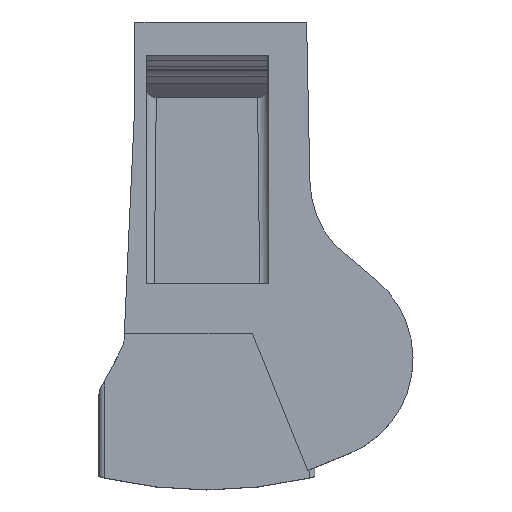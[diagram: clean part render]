
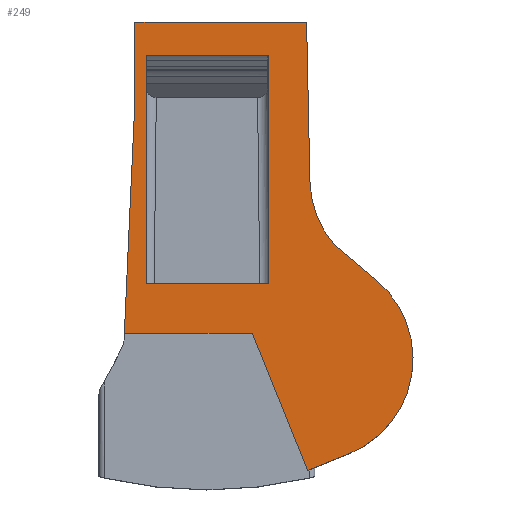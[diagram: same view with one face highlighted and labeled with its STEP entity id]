
A CAD part, top view. The second image highlights one B-rep face of the part: STEP entity #249.
In plain terms, the highlighted planar face has unit normal (0, 0, 1).
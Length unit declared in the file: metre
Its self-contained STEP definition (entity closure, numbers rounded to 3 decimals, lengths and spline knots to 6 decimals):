
#249 = ADVANCED_FACE( '', ( #626, #627 ), #628, .T. );
#626 = FACE_OUTER_BOUND( '', #2332, .T. );
#627 = FACE_BOUND( '', #2333, .T. );
#628 = PLANE( '', #2334 );
#2332 = EDGE_LOOP( '', ( #4322, #4323, #4324, #4325, #4326, #4327, #4328, #4329, #4330, #4331, #4332 ) );
#2333 = EDGE_LOOP( '', ( #4333, #4334, #4335, #4336 ) );
#2334 = AXIS2_PLACEMENT_3D( '', #4337, #4338, #4339 );
#4322 = ORIENTED_EDGE( '', *, *, #5714, .T. );
#4323 = ORIENTED_EDGE( '', *, *, #5715, .T. );
#4324 = ORIENTED_EDGE( '', *, *, #5716, .T. );
#4325 = ORIENTED_EDGE( '', *, *, #5717, .F. );
#4326 = ORIENTED_EDGE( '', *, *, #5718, .F. );
#4327 = ORIENTED_EDGE( '', *, *, #5719, .T. );
#4328 = ORIENTED_EDGE( '', *, *, #5720, .F. );
#4329 = ORIENTED_EDGE( '', *, *, #5721, .T. );
#4330 = ORIENTED_EDGE( '', *, *, #5722, .T. );
#4331 = ORIENTED_EDGE( '', *, *, #5590, .F. );
#4332 = ORIENTED_EDGE( '', *, *, #5723, .T. );
#4333 = ORIENTED_EDGE( '', *, *, #5724, .F. );
#4334 = ORIENTED_EDGE( '', *, *, #5725, .T. );
#4335 = ORIENTED_EDGE( '', *, *, #5726, .T. );
#4336 = ORIENTED_EDGE( '', *, *, #5727, .F. );
#4337 = CARTESIAN_POINT( '', ( 0.046807, -0.052398, 0.141 ) );
#4338 = DIRECTION( '', ( 0., 0., 1. ) );
#4339 = DIRECTION( '', ( 1., 0., 0. ) );
#5590 = EDGE_CURVE( '', #6220, #6222, #6223, .T. );
#5714 = EDGE_CURVE( '', #6434, #6435, #6436, .T. );
#5715 = EDGE_CURVE( '', #6435, #6437, #6438, .T. );
#5716 = EDGE_CURVE( '', #6437, #6439, #6440, .T. );
#5717 = EDGE_CURVE( '', #6441, #6439, #6442, .T. );
#5718 = EDGE_CURVE( '', #6443, #6441, #6444, .T. );
#5719 = EDGE_CURVE( '', #6443, #6445, #6446, .T. );
#5720 = EDGE_CURVE( '', #6447, #6445, #6448, .T. );
#5721 = EDGE_CURVE( '', #6447, #6449, #6450, .T. );
#5722 = EDGE_CURVE( '', #6449, #6222, #6451, .T. );
#5723 = EDGE_CURVE( '', #6220, #6434, #6452, .T. );
#5724 = EDGE_CURVE( '', #6453, #6454, #6455, .T. );
#5725 = EDGE_CURVE( '', #6453, #6456, #6457, .T. );
#5726 = EDGE_CURVE( '', #6456, #6458, #6459, .T. );
#5727 = EDGE_CURVE( '', #6454, #6458, #6460, .T. );
#6220 = VERTEX_POINT( '', #7379 );
#6222 = VERTEX_POINT( '', #7382 );
#6223 = LINE( '', #7383, #7384 );
#6434 = VERTEX_POINT( '', #8042 );
#6435 = VERTEX_POINT( '', #8043 );
#6436 = LINE( '', #8044, #8045 );
#6437 = VERTEX_POINT( '', #8046 );
#6438 = CIRCLE( '', #8047, 0.092672 );
#6439 = VERTEX_POINT( '', #8048 );
#6440 = LINE( '', #8049, #8050 );
#6441 = VERTEX_POINT( '', #8051 );
#6442 = CIRCLE( '', #8052, 0.09008 );
#6443 = VERTEX_POINT( '', #8053 );
#6444 = LINE( '', #8054, #8055 );
#6445 = VERTEX_POINT( '', #8056 );
#6446 = LINE( '', #8057, #8058 );
#6447 = VERTEX_POINT( '', #8059 );
#6448 = LINE( '', #8060, #8061 );
#6449 = VERTEX_POINT( '', #8062 );
#6450 = LINE( '', #8063, #8064 );
#6451 = LINE( '', #8065, #8066 );
#6452 = LINE( '', #8067, #8068 );
#6453 = VERTEX_POINT( '', #8069 );
#6454 = VERTEX_POINT( '', #8070 );
#6455 = LINE( '', #8071, #8072 );
#6456 = VERTEX_POINT( '', #8073 );
#6457 = LINE( '', #8074, #8075 );
#6458 = VERTEX_POINT( '', #8076 );
#6459 = LINE( '', #8077, #8078 );
#6460 = LINE( '', #8079, #8080 );
#7379 = CARTESIAN_POINT( '', ( 0.041, -0.122204, 0.141 ) );
#7382 = CARTESIAN_POINT( '', ( -0.074591, -0.122204, 0.141 ) );
#7383 = CARTESIAN_POINT( '', ( -0.016795, -0.122204, 0.141 ) );
#7384 = VECTOR( '', #9557, 1. );
#8042 = CARTESIAN_POINT( '', ( 0.091, -0.246204, 0.141 ) );
#8043 = CARTESIAN_POINT( '', ( 0.128098, -0.231245, 0.141 ) );
#8044 = CARTESIAN_POINT( '', ( 0.109549, -0.238724, 0.141 ) );
#8045 = VECTOR( '', #9720, 1. );
#8046 = CARTESIAN_POINT( '', ( 0.153345, -0.074589, 0.141 ) );
#8047 = AXIS2_PLACEMENT_3D( '', #9721, #9722, #9723 );
#8048 = CARTESIAN_POINT( '', ( 0.114307, -0.041516, 0.141 ) );
#8049 = CARTESIAN_POINT( '', ( 0.133826, -0.058052, 0.141 ) );
#8050 = VECTOR( '', #9724, 1. );
#8051 = CARTESIAN_POINT( '', ( 0.093, 0.014796, 0.141 ) );
#8052 = AXIS2_PLACEMENT_3D( '', #9725, #9726, #9727 );
#8053 = CARTESIAN_POINT( '', ( 0.09, 0.157796, 0.141 ) );
#8054 = CARTESIAN_POINT( '', ( 0.0915, 0.086296, 0.141 ) );
#8055 = VECTOR( '', #9728, 1. );
#8056 = CARTESIAN_POINT( '', ( 0.09, 0.158796, 0.141 ) );
#8057 = CARTESIAN_POINT( '', ( 0.09, 0.158296, 0.141 ) );
#8058 = VECTOR( '', #9729, 1. );
#8059 = CARTESIAN_POINT( '', ( -0.065, 0.158796, 0.141 ) );
#8060 = CARTESIAN_POINT( '', ( 0., 0.158796, 0.141 ) );
#8061 = VECTOR( '', #9730, 1. );
#8062 = CARTESIAN_POINT( '', ( -0.065, 0.088796, 0.141 ) );
#8063 = CARTESIAN_POINT( '', ( -0.065, 0.158796, 0.141 ) );
#8064 = VECTOR( '', #9731, 1. );
#8065 = CARTESIAN_POINT( '', ( -0.07, -0.021204, 0.141 ) );
#8066 = VECTOR( '', #9732, 1. );
#8067 = CARTESIAN_POINT( '', ( 0.066, -0.184204, 0.141 ) );
#8068 = VECTOR( '', #9733, 1. );
#8069 = CARTESIAN_POINT( '', ( -0.055, 0.128796, 0.141 ) );
#8070 = CARTESIAN_POINT( '', ( -0.055, -0.077204, 0.141 ) );
#8071 = CARTESIAN_POINT( '', ( -0.055, 0.025796, 0.141 ) );
#8072 = VECTOR( '', #9734, 1. );
#8073 = CARTESIAN_POINT( '', ( 0.0555, 0.128796, 0.141 ) );
#8074 = CARTESIAN_POINT( '', ( 0.00025, 0.128796, 0.141 ) );
#8075 = VECTOR( '', #9735, 1. );
#8076 = CARTESIAN_POINT( '', ( 0.0555, -0.077204, 0.141 ) );
#8077 = CARTESIAN_POINT( '', ( 0.0555, 0.025796, 0.141 ) );
#8078 = VECTOR( '', #9736, 1. );
#8079 = CARTESIAN_POINT( '', ( 0.00025, -0.077204, 0.141 ) );
#8080 = VECTOR( '', #9737, 1. );
#9557 = DIRECTION( '', ( -1., 0., 0. ) );
#9720 = DIRECTION( '', ( 0.927, 0.374, 0. ) );
#9721 = CARTESIAN_POINT( '', ( 0.093441, -0.145297, 0.141 ) );
#9722 = DIRECTION( '', ( 0., 0., 1. ) );
#9723 = DIRECTION( '', ( 1., 0., 0. ) );
#9724 = DIRECTION( '', ( -0.763, 0.646, 0. ) );
#9725 = CARTESIAN_POINT( '', ( 0.18306, 0.016686, 0.141 ) );
#9726 = DIRECTION( '', ( 0., 0., 1. ) );
#9727 = DIRECTION( '', ( 1., 0., 0. ) );
#9728 = DIRECTION( '', ( 0.021, -1., 0. ) );
#9729 = DIRECTION( '', ( 0., 1., 0. ) );
#9730 = DIRECTION( '', ( 1., 0., 0. ) );
#9731 = DIRECTION( '', ( 0., -1., 0. ) );
#9732 = DIRECTION( '', ( -0.045, -0.999, 0. ) );
#9733 = DIRECTION( '', ( 0.374, -0.927, 0. ) );
#9734 = DIRECTION( '', ( 0., -1., 0. ) );
#9735 = DIRECTION( '', ( 1., 0., 0. ) );
#9736 = DIRECTION( '', ( 0., -1., 0. ) );
#9737 = DIRECTION( '', ( 1., 0., 0. ) );
